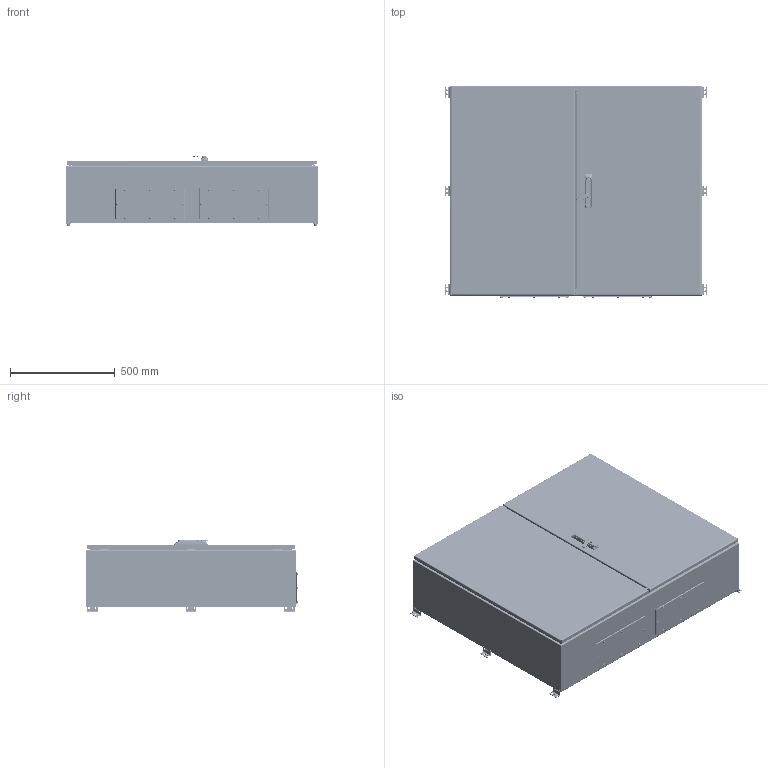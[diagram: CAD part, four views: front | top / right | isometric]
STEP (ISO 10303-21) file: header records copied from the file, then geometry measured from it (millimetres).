
FILE_DESCRIPTION (( 'STEP AP214' ), '1' );
FILE_NAME ('21.120.100.30.STEP', '2024-07-26T11:38:39', ( '' ), ( '' ), 'SwSTEP 2.0', 'SolidWorks 2021', '' );
FILE_SCHEMA (( 'AUTOMOTIVE_DESIGN' ));
Length unit declared in the file: millimetre
Products named in the file (69): MS100-3-1000_8-171769_AF0.stp; MS100-3-SXGH_3_AF0.stp; MS100-3C_1_AF0.stp; MS100-3-1B_8_AF0.stp; SCREW4_2X22_8.stp; MS100-3000_10.stp; MS822-1-1-SPLJZ_5.stp; 扻錼鼨膰; 昑 W1200H1000; MS100-3-1000_8-162541.stp; Ïåòëÿ ùèòîâàÿ ïðèâàðíàÿ; MS100-3-3B_ASM_92_AF0_ASM.stp; Ãàéêà DIN934- Ì4-Zn; M60001_4.stp; Ãàñêåòèíã ëåâîé äâåðè W1200H1000; Êðåïëåíèå òÿãè; M6X25_5.stp; Çàêëåïêà ðåçüáîâàÿ Ì5 øåñòèãðàííàÿ ñ óìåíüøåííûì áîðòîì; 嵑謺麃 瀁蠉澼鍣2 094; 471.100 Íàñòåííîå êðåïëåíèå; Äâåðü ëåâàÿ W1200H1000; Âòóëêà øàðíèðà; Ïðîêëàäêà êðûøêè ÄÌ W330D150; Äâåðíîå ïðàâîå ïîëîòíî W1200H1000; Øïèëüêà ïðèâàðíàÿ Ì8õ25; 栺樇罻 H1000D300; 嵑謺麃; K7010-C_ASM_3_AF0_ASM.stp; ABB100-3-1-ZZ_5_ASM.stp; 昢膼碴鍣 膰豵鵨 W1200H1000D300; Ãàéêà M8 DIN6923.step; ABB100-3_03_1_AF1.stp; 嵑謺麃 瀁蠉澼鍣 094; Îñü; Âèíò DIN 967 Ì5õ16 ñ ïîëóêðóãëîé ãîëîâêîé ñ êðåñòîîáðàçíûì øëèöåì; Ðåçèíêà øàðíèðà; MS100-3-FYG_7.stp; Ãàñêåòèíã äâåðè W1200H1000; Âèíò Ì4õ10 ìåáåëüíûé; 扻豵鵨 W1200H1000D300 ...
Assembly tree (184 placements, depth 7):
  21.120.100.30
    昢膼碴鍣 膰豵鵨 W1200H1000D300
      扻豵鵨 W1200H1000D300
      栺樇罻 H1000D300  x2
      Çàêëåïêà ðåçüáîâàÿ Ì5 øåñòèãðàííàÿ ñ óìåíüøåííûì áîðòîì  x16
      Çàêëåïêà ðåçüáîâàÿ Ì8 øåñòèãðàííàÿ ñ óìåíüøåííûì áîðòîì  x6
      Øïèëüêà ïðèâàðíàÿ Ì8õ25  x6
      Øïèëüêà ïðèâàðíàÿ Ì6õ16  x4
    Äâåðü ëåâàÿ W1200H1000
      Äâåðíîå ïîëîòíî ëåâîå W1200H1000
      Ãàñêåòèíã ëåâîé äâåðè W1200H1000
      Ïðîôèëü äâåðíîé H1000  x2
      Øïèëüêà ïðèâàðíàÿ Ì6õ16  x2
      Ïåòëÿ ùèòîâàÿ ïðèâàðíàÿ  x3
    Äâåðü ïðàâàÿ W1200H1000
      Äâåðíîå ïðàâîå ïîëîòíî W1200H1000
      Ãàñêåòèíã äâåðè W1200H1000
      Øïèëüêà ïðèâàðíàÿ Ì6õ16  x6
      Ïåòëÿ ùèòîâàÿ ïðèâàðíàÿ  x3
      Ïðîôèëü äâåðè H1000  x2
      ﾒ聰 H1000  x2
      Êðåïëåíèå òÿãè  x4
      Ýëåìåíò òÿãè  x2
        砑僔蠂縺
        扻錼鼨膰
        Îñü
      MS100-3-3C (1).stp
        MS100-3-3B_ASM_92_AF0_ASM.stp
          MS-100-3A-3E-SB_ASM_55_AF0_ASM.stp
            ABB100-3-1-ZZ_5_ASM.stp
              ABB100-3-1-ZZ_5_2.stp
            K7010-C_ASM_3_AF0_ASM.stp
              ABB100-3_03_1_AF0.stp
              MS100-3C_1_AF0.stp
            K7030_ASM_1_AF0_ASM.stp
              ABB100-3_03_1_AF1.stp
            MS100-3-1B_8_AF0.stp
            MS820-1-1-05-XZS-4X5_8.stp
            MS100-3-FYG_7.stp
          0001_ASM_45_AF0_ASM.stp
            MS100-3-00_1.stp  x2
            MS100-3-1000_8-162541.stp  x2
            MS100-3000_10.stp
            MS100-3-1000_8-171769_AF0.stp
          0002_ASM_2_ASM.stp
            _INST32000_4.stp
            M60001_4.stp
            M60002_2.stp
          MS100-3-1-1B-SL_4_AF0.stp
          MS100-3-SXGH_3_AF0.stp
          SCREW4_2X22_8.stp  x4
          MS822-1-1-SPLJZ_5.stp
          AB100-3-S06-SP_1_5.stp
          M6X25_5.stp
      Áîëò Ì5õ8 ñ øåñòèãðàííîé ãîëîâêîé ñ ïðåññøàéáîé  x2
      Ãàéêà DIN934- Ì6-Zn  x4
    昑 W1200H1000
    署赅 W330D150  x2
    Ïðîêëàäêà êðûøêè ÄÌ W330D150  x2
    嵑謺麃 瀁蠉澼鍣2 094  x3
Bounding box: 1252 x 1010.45 x 345.8 mm (x, y, z)
Volume: 9908506.2 mm3; surface area: 11158366.5 mm2
Topology: 189 solids, 189 shells, 10284 faces, 26170 edges, 16494 vertices
Faces by surface type: plane 4590, cylinder 3612, cone 738, bspline 677, torus 578, sphere 89
Entity records: 206481 total; most frequent: CARTESIAN_POINT 78721, ORIENTED_EDGE 27328, DIRECTION 23593, EDGE_CURVE 13664, VERTEX_POINT 8655, VECTOR 8301, LINE 8301, AXIS2_PLACEMENT_3D 7646
